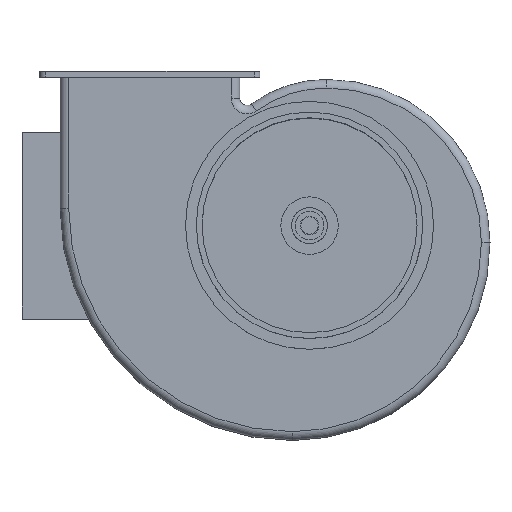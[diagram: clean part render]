
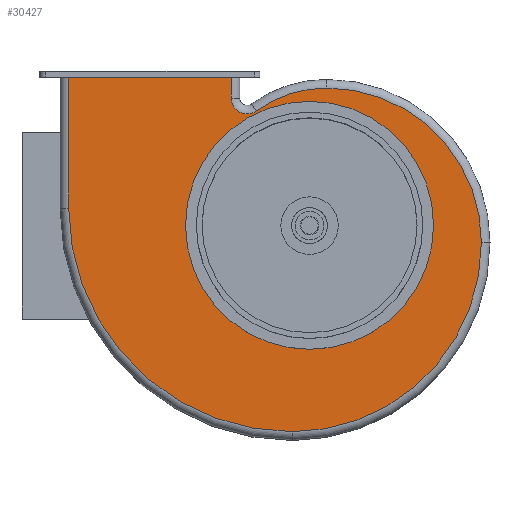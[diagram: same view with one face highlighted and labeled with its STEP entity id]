
A CAD part, top view. The second image highlights one B-rep face of the part: STEP entity #30427.
In plain terms, the highlighted planar face has unit normal (0, 0, 1).
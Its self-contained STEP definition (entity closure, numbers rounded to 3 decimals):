
#1088 = CARTESIAN_POINT ( 'NONE',  ( -109., 176.971, 101. ) ) ;
#1557 = CIRCLE ( 'NONE', #25033, 167. ) ;
#1716 = DIRECTION ( 'NONE',  ( 0., 0., 1. ) ) ;
#1794 = CIRCLE ( 'NONE', #11171, 215. ) ;
#2017 = CARTESIAN_POINT ( 'NONE',  ( 239., -24., 101. ) ) ;
#3771 = FACE_BOUND ( 'NONE', #7426, .T. ) ;
#4092 = VERTEX_POINT ( 'NONE', #1088 ) ;
#4137 = VERTEX_POINT ( 'NONE', #19222 ) ;
#5250 = VERTEX_POINT ( 'NONE', #16749 ) ;
#6770 = ORIENTED_EDGE ( 'NONE', *, *, #31677, .T. ) ;
#7045 = LINE ( 'NONE', #12922, #21587 ) ;
#7426 = EDGE_LOOP ( 'NONE', ( #22063, #29432 ) ) ;
#7505 = CARTESIAN_POINT ( 'NONE',  ( -74.079, 159.164, 101. ) ) ;
#7544 = EDGE_CURVE ( 'NONE', #38502, #25267, #1557, .T. ) ;
#7580 = CIRCLE ( 'NONE', #29549, 22. ) ;
#8941 = EDGE_CURVE ( 'NONE', #25267, #4092, #7580, .T. ) ;
#9246 = EDGE_CURVE ( 'NONE', #5250, #28551, #7045, .T. ) ;
#11072 = DIRECTION ( 'NONE',  ( 0., 0., -1. ) ) ;
#11171 = AXIS2_PLACEMENT_3D ( 'NONE', #39196, #14104, #24724 ) ;
#11726 = CARTESIAN_POINT ( 'NONE',  ( -335., 206., 101. ) ) ;
#12249 = EDGE_CURVE ( 'NONE', #31566, #4137, #31432, .T. ) ;
#12922 = CARTESIAN_POINT ( 'NONE',  ( -347., 206., 101. ) ) ;
#13963 = EDGE_CURVE ( 'NONE', #45459, #38502, #1794, .T. ) ;
#14104 = DIRECTION ( 'NONE',  ( 0., 0., 1. ) ) ;
#14369 = ORIENTED_EDGE ( 'NONE', *, *, #9246, .T. ) ;
#14647 = DIRECTION ( 'NONE',  ( 0., -1., 0. ) ) ;
#15813 = DIRECTION ( 'NONE',  ( 1., 0., 0. ) ) ;
#16587 = DIRECTION ( 'NONE',  ( 0., 0., 1. ) ) ;
#16691 = VERTEX_POINT ( 'NONE', #20604 ) ;
#16749 = CARTESIAN_POINT ( 'NONE',  ( -109., 206., 101. ) ) ;
#17121 = VECTOR ( 'NONE', #40697, 1000. ) ;
#17682 = EDGE_LOOP ( 'NONE', ( #14369, #40300, #40761, #18535, #21450, #18627, #20757, #6770 ) ) ;
#17945 = CARTESIAN_POINT ( 'NONE',  ( -335., 24., 101. ) ) ;
#18504 = DIRECTION ( 'NONE',  ( 0., 0., 1. ) ) ;
#18535 = ORIENTED_EDGE ( 'NONE', *, *, #34954, .T. ) ;
#18627 = ORIENTED_EDGE ( 'NONE', *, *, #7544, .T. ) ;
#18809 = CARTESIAN_POINT ( 'NONE',  ( 24., 24., 101. ) ) ;
#19112 = CIRCLE ( 'NONE', #42233, 263. ) ;
#19222 = CARTESIAN_POINT ( 'NONE',  ( 172.5, 0., 101. ) ) ;
#19956 = DIRECTION ( 'NONE',  ( 1., 0., 0. ) ) ;
#20159 = AXIS2_PLACEMENT_3D ( 'NONE', #23130, #1716, #26689 ) ;
#20604 = CARTESIAN_POINT ( 'NONE',  ( -335., 24., 101. ) ) ;
#20757 = ORIENTED_EDGE ( 'NONE', *, *, #8941, .T. ) ;
#21450 = ORIENTED_EDGE ( 'NONE', *, *, #13963, .T. ) ;
#21587 = VECTOR ( 'NONE', #24011, 1000. ) ;
#22063 = ORIENTED_EDGE ( 'NONE', *, *, #12249, .F. ) ;
#22867 = CARTESIAN_POINT ( 'NONE',  ( -24., 24., 101. ) ) ;
#23130 = CARTESIAN_POINT ( 'NONE',  ( 0., 0., 101. ) ) ;
#24011 = DIRECTION ( 'NONE',  ( -1., 0., 0. ) ) ;
#24260 = DIRECTION ( 'NONE',  ( 0., 0., 1. ) ) ;
#24366 = LINE ( 'NONE', #37285, #17121 ) ;
#24724 = DIRECTION ( 'NONE',  ( 1., 0., 0. ) ) ;
#25033 = AXIS2_PLACEMENT_3D ( 'NONE', #18809, #18504, #29728 ) ;
#25267 = VERTEX_POINT ( 'NONE', #7505 ) ;
#25539 = CIRCLE ( 'NONE', #39289, 311. ) ;
#26689 = DIRECTION ( 'NONE',  ( 1., 0., 0. ) ) ;
#28551 = VERTEX_POINT ( 'NONE', #11726 ) ;
#28696 = AXIS2_PLACEMENT_3D ( 'NONE', #37934, #16587, #45121 ) ;
#29432 = ORIENTED_EDGE ( 'NONE', *, *, #30224, .F. ) ;
#29549 = AXIS2_PLACEMENT_3D ( 'NONE', #39443, #11072, #43197 ) ;
#29693 = VECTOR ( 'NONE', #14647, 1000. ) ;
#29728 = DIRECTION ( 'NONE',  ( 1., 0., 0. ) ) ;
#30224 = EDGE_CURVE ( 'NONE', #4137, #31566, #42251, .T. ) ;
#30325 = DIRECTION ( 'NONE',  ( 0., 0., 1. ) ) ;
#30391 = CARTESIAN_POINT ( 'NONE',  ( -24., -24., 101. ) ) ;
#30427 = ADVANCED_FACE ( 'NONE', ( #3771, #42838 ), #44657, .T. ) ;
#30872 = DIRECTION ( 'NONE',  ( 0., 0., 1. ) ) ;
#31432 = CIRCLE ( 'NONE', #20159, 172.5 ) ;
#31566 = VERTEX_POINT ( 'NONE', #36670 ) ;
#31677 = EDGE_CURVE ( 'NONE', #4092, #5250, #24366, .T. ) ;
#32120 = VERTEX_POINT ( 'NONE', #37535 ) ;
#34954 = EDGE_CURVE ( 'NONE', #32120, #45459, #19112, .T. ) ;
#36670 = CARTESIAN_POINT ( 'NONE',  ( -172.5, 0., 101. ) ) ;
#37285 = CARTESIAN_POINT ( 'NONE',  ( -109., 206., 101. ) ) ;
#37535 = CARTESIAN_POINT ( 'NONE',  ( -24., -287., 101. ) ) ;
#37934 = CARTESIAN_POINT ( 'NONE',  ( -87., 176.971, 101. ) ) ;
#38180 = CARTESIAN_POINT ( 'NONE',  ( 24., 191., 101. ) ) ;
#38434 = CARTESIAN_POINT ( 'NONE',  ( 0., 0., 101. ) ) ;
#38502 = VERTEX_POINT ( 'NONE', #38180 ) ;
#39149 = LINE ( 'NONE', #17945, #29693 ) ;
#39196 = CARTESIAN_POINT ( 'NONE',  ( 24., -24., 101. ) ) ;
#39289 = AXIS2_PLACEMENT_3D ( 'NONE', #22867, #30325, #15813 ) ;
#39312 = EDGE_CURVE ( 'NONE', #16691, #32120, #25539, .T. ) ;
#39443 = CARTESIAN_POINT ( 'NONE',  ( -87., 176.971, 101. ) ) ;
#40300 = ORIENTED_EDGE ( 'NONE', *, *, #42085, .T. ) ;
#40697 = DIRECTION ( 'NONE',  ( 0., 1., 0. ) ) ;
#40761 = ORIENTED_EDGE ( 'NONE', *, *, #39312, .T. ) ;
#42085 = EDGE_CURVE ( 'NONE', #28551, #16691, #39149, .T. ) ;
#42233 = AXIS2_PLACEMENT_3D ( 'NONE', #30391, #30872, #19956 ) ;
#42251 = CIRCLE ( 'NONE', #46024, 172.5 ) ;
#42838 = FACE_OUTER_BOUND ( 'NONE', #17682, .T. ) ;
#43197 = DIRECTION ( 'NONE',  ( 1., 0., 0. ) ) ;
#44657 = PLANE ( 'NONE',  #28696 ) ;
#45121 = DIRECTION ( 'NONE',  ( 1., 0., 0. ) ) ;
#45459 = VERTEX_POINT ( 'NONE', #2017 ) ;
#45632 = DIRECTION ( 'NONE',  ( 1., 0., 0. ) ) ;
#46024 = AXIS2_PLACEMENT_3D ( 'NONE', #38434, #24260, #45632 ) ;
